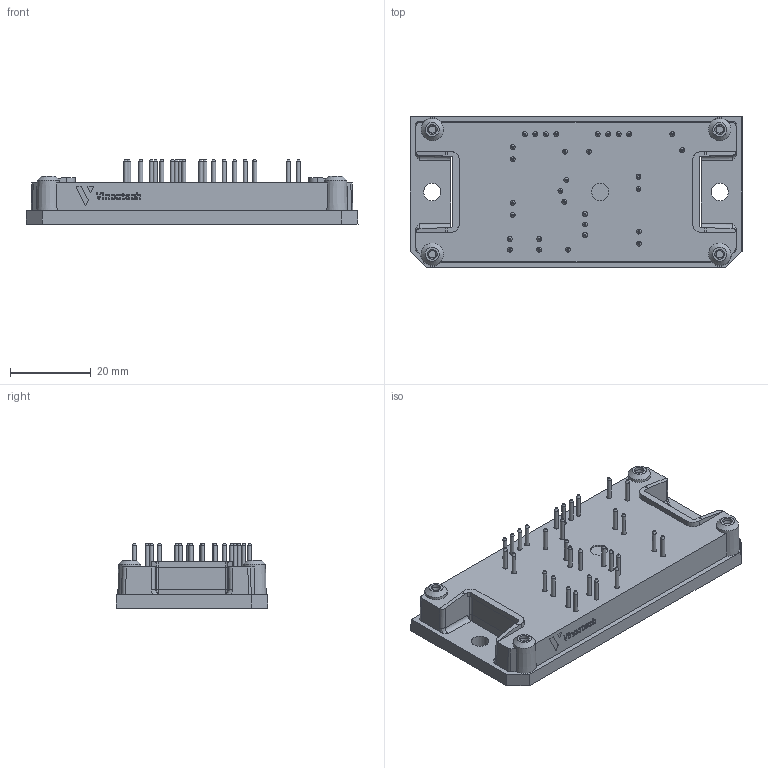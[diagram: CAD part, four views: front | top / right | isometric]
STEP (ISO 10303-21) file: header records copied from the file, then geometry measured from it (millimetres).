
FILE_DESCRIPTION(/* description */ ('Unknown'),/* implementation_level */ '2;1');
FILE_NAME(/* name */ 'Flow1-4T12W-LQ40(310)-01-OL',/* time_stamp */ '2020-03-20T09:36:34+01:00',/* author */ ('Unknown'),/* organization */ ('Unknown'),/* preprocessor_version */ 'ST-DEVELOPER v16.7',/* originating_system */ 'Solid Edge',/* authorisation */ 'Unknown');
FILE_SCHEMA (('AUTOMOTIVE_DESIGN {1 0 10303 214 3 1 1}'));
Length unit declared in the file: millimetre
Products named in the file (1): Flow1-4T12W-LQ40-OL
Bounding box: 82 x 37.4 x 16.23 mm (x, y, z)
Volume: 25877.9 mm3; surface area: 11034.3 mm2
Topology: 13 solids, 13 shells, 521 faces, 1289 edges, 862 vertices
Faces by surface type: plane 279, cylinder 115, bspline 80, cone 47
Full cylindrical faces by diameter (mm): 1 x31, 1.2 x31, 2.4 x4, 4.3 x3
Entity records: 17803 total; most frequent: CARTESIAN_POINT 4157, ORIENTED_EDGE 2196, DIRECTION 2115, EDGE_CURVE 1098, VERTEX_POINT 787, AXIS2_PLACEMENT_3D 739, EDGE_LOOP 717, FACE_BOUND 717
